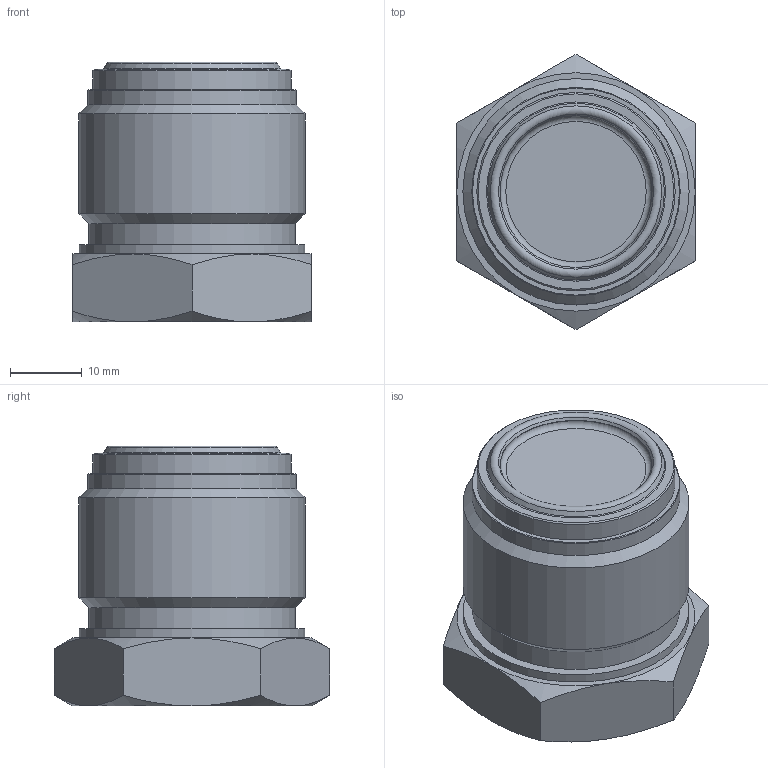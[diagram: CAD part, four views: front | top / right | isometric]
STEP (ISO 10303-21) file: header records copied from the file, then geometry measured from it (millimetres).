
FILE_DESCRIPTION(/* description */ (''),/* implementation_level */ '2;1');
FILE_NAME(/* name */ 'SM12PG.stp',/* time_stamp */ '2025-03-10T14:22:32+09:00',/* author */ ('user'),/* organization */ (''),/* preprocessor_version */ 'ST-DEVELOPER v20',/* originating_system */ 'Autodesk Inventor 2022',/* authorisation */ '');
FILE_SCHEMA (('AUTOMOTIVE_DESIGN { 1 0 10303 214 3 1 1 }'));
Length unit declared in the file: millimetre
Products named in the file (1): SM12PG
Bounding box: 33.3 x 38.45 x 36.3 mm (x, y, z)
Volume: 27875.6 mm3; surface area: 5585.9 mm2
Topology: 1 solids, 1 shells, 39 faces, 86 edges, 53 vertices
Faces by surface type: cone 18, plane 12, cylinder 6, torus 3
Full cylindrical faces by diameter (mm): 21.2 x1, 27.7 x1, 28.9 x1, 29.1 x1, 31.5 x1, 31.6 x1
Entity records: 1099 total; most frequent: CARTESIAN_POINT 227, DIRECTION 186, ORIENTED_EDGE 172, EDGE_CURVE 86, AXIS2_PLACEMENT_3D 84, VERTEX_POINT 53, CIRCLE 44, EDGE_LOOP 43
